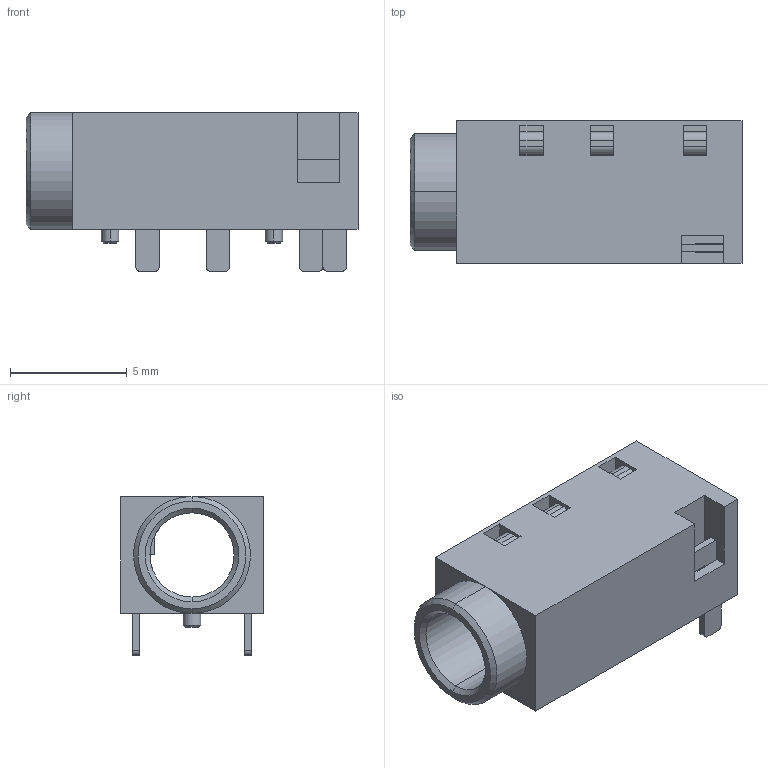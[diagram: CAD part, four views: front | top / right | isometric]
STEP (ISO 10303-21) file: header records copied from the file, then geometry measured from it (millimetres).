
FILE_DESCRIPTION((''),'2;1');
FILE_NAME('PJ-320A_ASM','2022-03-26T10:59:00',('橙子'),(''),'CREO PARAMETRIC BY PTC INC, 2019080','CREO PARAMETRIC BY PTC INC, 2019080','');
FILE_SCHEMA(('CONFIG_CONTROL_DESIGN'));
Length unit declared in the file: millimetre
Products named in the file (10): COMPOUND-874_1; COMPOUND-874_2; COMPOUND-874_3; COMPOUND-874_4; COMPOUND-874_5; COMPOUND-874_ASM; AUDIO-TH_XKB_PJ-320A_ASM; U1_1_2_ASM; PCBMODEL_1_2_ASM; PJ-320A_ASM
Assembly tree (9 placements, depth 6):
  PJ-320A_ASM
    PCBMODEL_1_2_ASM
      U1_1_2_ASM
        AUDIO-TH_XKB_PJ-320A_ASM
          COMPOUND-874_ASM
            COMPOUND-874_1
            COMPOUND-874_2
            COMPOUND-874_3
            COMPOUND-874_4
            COMPOUND-874_5
Bounding box: 14.2 x 6.1 x 6.8 mm (x, y, z)
Volume: 255.1 mm3; surface area: 653.7 mm2
Topology: 5 solids, 5 shells, 167 faces, 465 edges, 306 vertices
Faces by surface type: plane 127, cylinder 32, cone 8
Entity records: 5604 total; most frequent: CARTESIAN_POINT 965, DIRECTION 931, ORIENTED_EDGE 930, EDGE_CURVE 465, VECTOR 387, LINE 387, VERTEX_POINT 306, AXIS2_PLACEMENT_3D 272
